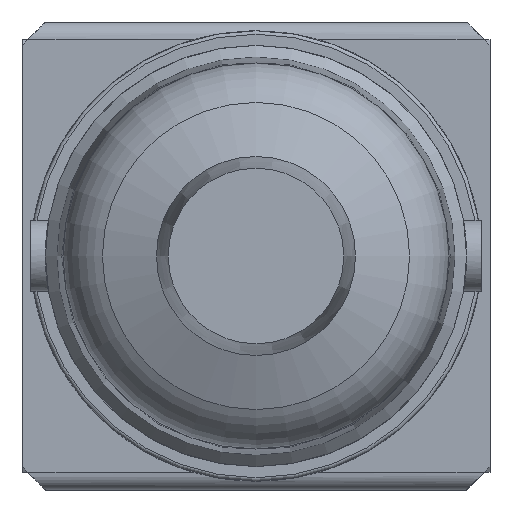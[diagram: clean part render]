
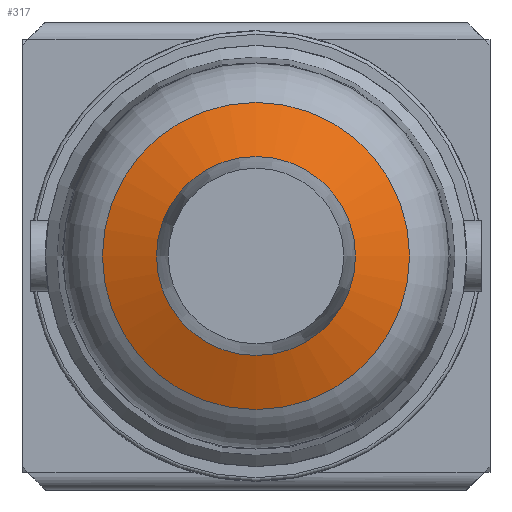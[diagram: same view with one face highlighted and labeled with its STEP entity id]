
A CAD part, front view. The second image highlights one B-rep face of the part: STEP entity #317.
In plain terms, the highlighted spherical face has radius 30 mm.
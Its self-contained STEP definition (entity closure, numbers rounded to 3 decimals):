
#317 = ADVANCED_FACE( '', ( #692, #693 ), #694, .T. );
#692 = FACE_OUTER_BOUND( '', #1096, .T. );
#693 = FACE_OUTER_BOUND( '', #1097, .T. );
#694 = SPHERICAL_SURFACE( '', #1098, 30. );
#1096 = EDGE_LOOP( '', ( #2296 ) );
#1097 = EDGE_LOOP( '', ( #2297 ) );
#1098 = AXIS2_PLACEMENT_3D( '', #2298, #2299, #2300 );
#2296 = ORIENTED_EDGE( '', *, *, #2832, .T. );
#2297 = ORIENTED_EDGE( '', *, *, #2833, .F. );
#2298 = CARTESIAN_POINT( '', ( 0., 38.77, 0. ) );
#2299 = DIRECTION( '', ( 0., -1., 0. ) );
#2300 = DIRECTION( '', ( 1., 0., 0. ) );
#2832 = EDGE_CURVE( '', #3494, #3494, #3495, .T. );
#2833 = EDGE_CURVE( '', #3496, #3496, #3497, .T. );
#3494 = VERTEX_POINT( '', #4583 );
#3495 = CIRCLE( '', #4584, 13.125 );
#3496 = VERTEX_POINT( '', #4585 );
#3497 = CIRCLE( '', #4586, 8.502 );
#4583 = CARTESIAN_POINT( '', ( 0., 11.794, -13.125 ) );
#4584 = AXIS2_PLACEMENT_3D( '', #5155, #5156, #5157 );
#4585 = CARTESIAN_POINT( '', ( 0., 10., -8.502 ) );
#4586 = AXIS2_PLACEMENT_3D( '', #5158, #5159, #5160 );
#5155 = CARTESIAN_POINT( '', ( 0., 11.794, 0. ) );
#5156 = DIRECTION( '', ( 0., -1., 0. ) );
#5157 = DIRECTION( '', ( 0., 0., -1. ) );
#5158 = CARTESIAN_POINT( '', ( 0., 10., 0. ) );
#5159 = DIRECTION( '', ( 0., -1., 0. ) );
#5160 = DIRECTION( '', ( 0., 0., -1. ) );
